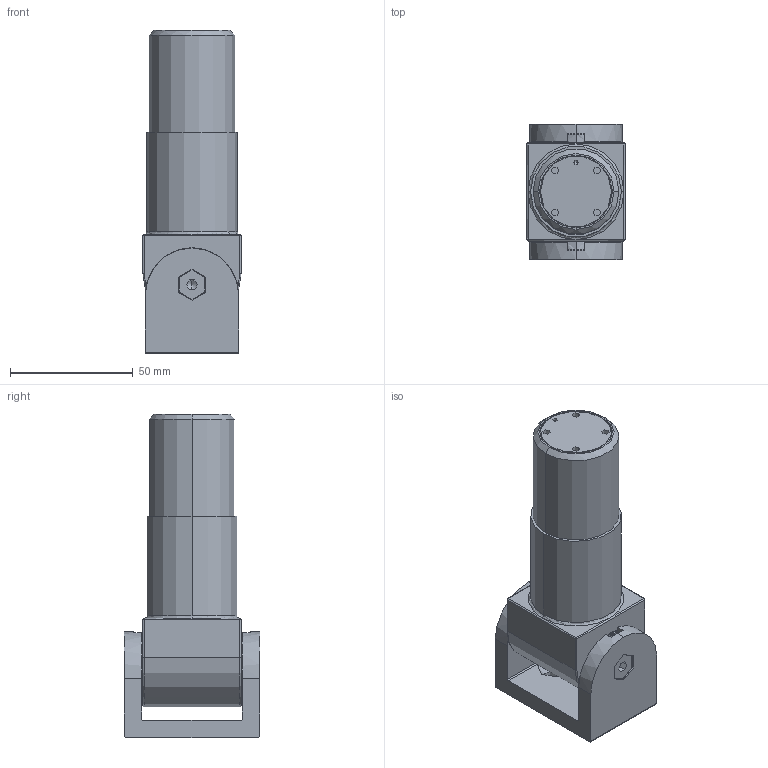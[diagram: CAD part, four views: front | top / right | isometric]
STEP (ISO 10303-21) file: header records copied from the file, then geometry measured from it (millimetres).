
FILE_DESCRIPTION (( 'STEP AP203' ), '1' );
FILE_NAME ('180-108SF-S.step', '2021-02-16T11:22:35', ( '' ), ( '' ), 'SwSTEP 2.0', 'SolidWorks 2018', '' );
FILE_SCHEMA (( 'CONFIG_CONTROL_DESIGN' ));
Length unit declared in the file: millimetre
Products named in the file (9): 180-108SF-S; Teil2; Teil1; DIN-7991 M3-M10; Teil2_180-108SF-S Teil2; Teil1_180-108SF-S Teil1; DIN-7991 M3-M10_DIN7991 M6x14
Assembly tree (6 placements, depth 2):
  180-108SF-S
    Teil1_180-108SF-S Teil1
    Teil2_180-108SF-S Teil2
    DIN-7991 M3-M10_DIN7991 M6x14  x2
  Teil2
  Teil1
  180-108SF-S
    DIN-7991 M3-M10
    DIN-7991 M3-M10
Bounding box: 40 x 55 x 131.5 mm (x, y, z)
Volume: 164699.2 mm3; surface area: 31789.8 mm2
Topology: 6 solids, 6 shells, 569 faces, 1395 edges, 883 vertices
Faces by surface type: plane 247, bspline 152, cylinder 96, cone 42, torus 28, sphere 4
Entity records: 24614 total; most frequent: CARTESIAN_POINT 11732, ORIENTED_EDGE 2658, DIRECTION 2107, EDGE_CURVE 1329, VERTEX_POINT 850, VECTOR 745, LINE 745, AXIS2_PLACEMENT_3D 681
